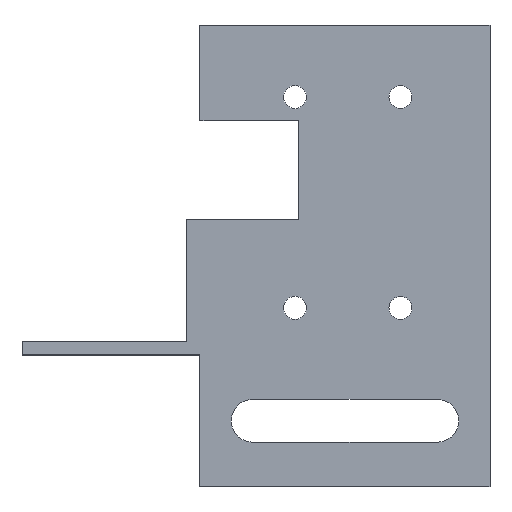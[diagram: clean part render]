
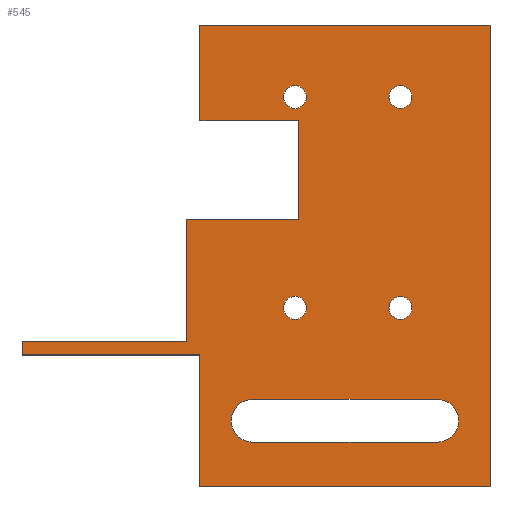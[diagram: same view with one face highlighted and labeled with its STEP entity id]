
A CAD part, top view. The second image highlights one B-rep face of the part: STEP entity #545.
In plain terms, the highlighted planar face has unit normal (0, 0, 1).
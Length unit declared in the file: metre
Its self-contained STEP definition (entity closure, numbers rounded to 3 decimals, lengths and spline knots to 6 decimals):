
#13=CIRCLE('',#572,0.00325);
#15=CIRCLE('',#576,0.00325);
#16=CIRCLE('',#585,0.00175);
#18=CIRCLE('',#588,0.00175);
#20=CIRCLE('',#591,0.00175);
#22=CIRCLE('',#596,0.00175);
#98=ORIENTED_EDGE('',*,*,#198,.T.);
#99=ORIENTED_EDGE('',*,*,#202,.F.);
#100=ORIENTED_EDGE('',*,*,#205,.F.);
#101=ORIENTED_EDGE('',*,*,#208,.T.);
#102=ORIENTED_EDGE('',*,*,#211,.T.);
#103=ORIENTED_EDGE('',*,*,#215,.T.);
#104=ORIENTED_EDGE('',*,*,#183,.F.);
#105=ORIENTED_EDGE('',*,*,#232,.F.);
#106=ORIENTED_EDGE('',*,*,#233,.F.);
#107=ORIENTED_EDGE('',*,*,#234,.T.);
#108=ORIENTED_EDGE('',*,*,#216,.T.);
#109=ORIENTED_EDGE('',*,*,#229,.T.);
#110=ORIENTED_EDGE('',*,*,#188,.F.);
#111=ORIENTED_EDGE('',*,*,#192,.T.);
#112=ORIENTED_EDGE('',*,*,#195,.F.);
#113=ORIENTED_EDGE('',*,*,#227,.F.);
#114=ORIENTED_EDGE('',*,*,#224,.F.);
#115=ORIENTED_EDGE('',*,*,#222,.F.);
#116=ORIENTED_EDGE('',*,*,#220,.F.);
#117=ORIENTED_EDGE('',*,*,#230,.F.);
#183=EDGE_CURVE('',#255,#257,#307,.T.);
#188=EDGE_CURVE('',#261,#262,#13,.T.);
#192=EDGE_CURVE('',#261,#264,#314,.T.);
#195=EDGE_CURVE('',#266,#264,#15,.T.);
#198=EDGE_CURVE('',#270,#269,#318,.T.);
#202=EDGE_CURVE('',#272,#269,#322,.T.);
#205=EDGE_CURVE('',#274,#272,#325,.T.);
#208=EDGE_CURVE('',#274,#276,#328,.T.);
#211=EDGE_CURVE('',#276,#278,#331,.T.);
#215=EDGE_CURVE('',#278,#257,#335,.T.);
#216=EDGE_CURVE('',#281,#282,#336,.T.);
#220=EDGE_CURVE('',#285,#285,#16,.T.);
#222=EDGE_CURVE('',#287,#287,#18,.T.);
#224=EDGE_CURVE('',#289,#289,#20,.T.);
#227=EDGE_CURVE('',#262,#266,#341,.T.);
#229=EDGE_CURVE('',#282,#270,#343,.T.);
#230=EDGE_CURVE('',#291,#291,#22,.T.);
#232=EDGE_CURVE('',#293,#255,#344,.T.);
#233=EDGE_CURVE('',#294,#293,#345,.T.);
#234=EDGE_CURVE('',#294,#281,#346,.T.);
#255=VERTEX_POINT('',#763);
#257=VERTEX_POINT('',#766);
#261=VERTEX_POINT('',#775);
#262=VERTEX_POINT('',#777);
#264=VERTEX_POINT('',#783);
#266=VERTEX_POINT('',#789);
#269=VERTEX_POINT('',#796);
#270=VERTEX_POINT('',#798);
#272=VERTEX_POINT('',#804);
#274=VERTEX_POINT('',#810);
#276=VERTEX_POINT('',#816);
#278=VERTEX_POINT('',#822);
#281=VERTEX_POINT('',#833);
#282=VERTEX_POINT('',#834);
#285=VERTEX_POINT('',#842);
#287=VERTEX_POINT('',#847);
#289=VERTEX_POINT('',#852);
#291=VERTEX_POINT('',#863);
#293=VERTEX_POINT('',#868);
#294=VERTEX_POINT('',#870);
#307=LINE('',#765,#364);
#314=LINE('',#784,#371);
#318=LINE('',#797,#375);
#322=LINE('',#805,#379);
#325=LINE('',#811,#382);
#328=LINE('',#817,#385);
#331=LINE('',#823,#388);
#335=LINE('',#830,#392);
#336=LINE('',#832,#393);
#341=LINE('',#857,#398);
#343=LINE('',#860,#400);
#344=LINE('',#867,#401);
#345=LINE('',#869,#402);
#346=LINE('',#871,#403);
#364=VECTOR('',#618,1.);
#371=VECTOR('',#633,1.);
#375=VECTOR('',#645,1.);
#379=VECTOR('',#651,1.);
#382=VECTOR('',#656,1.);
#385=VECTOR('',#661,1.);
#388=VECTOR('',#666,1.);
#392=VECTOR('',#672,1.);
#393=VECTOR('',#675,1.);
#398=VECTOR('',#700,1.);
#400=VECTOR('',#704,1.);
#401=VECTOR('',#713,1.);
#402=VECTOR('',#714,1.);
#403=VECTOR('',#715,1.);
#441=EDGE_LOOP('',(#98,#99,#100,#101,#102,#103,#104,#105,#106,#107,#108,
#109));
#442=EDGE_LOOP('',(#110,#111,#112,#113));
#443=EDGE_LOOP('',(#114));
#444=EDGE_LOOP('',(#115));
#445=EDGE_LOOP('',(#116));
#446=EDGE_LOOP('',(#117));
#485=FACE_BOUND('',#441,.T.);
#486=FACE_BOUND('',#442,.T.);
#487=FACE_BOUND('',#443,.T.);
#488=FACE_BOUND('',#444,.T.);
#489=FACE_BOUND('',#445,.T.);
#490=FACE_BOUND('',#446,.T.);
#519=PLANE('',#598);
#545=ADVANCED_FACE('',(#485,#486,#487,#488,#489,#490),#519,.T.);
#572=AXIS2_PLACEMENT_3D('',#776,#626,#627);
#576=AXIS2_PLACEMENT_3D('',#790,#639,#640);
#585=AXIS2_PLACEMENT_3D('',#841,#681,#682);
#588=AXIS2_PLACEMENT_3D('',#846,#687,#688);
#591=AXIS2_PLACEMENT_3D('',#851,#693,#694);
#596=AXIS2_PLACEMENT_3D('',#862,#707,#708);
#598=AXIS2_PLACEMENT_3D('',#866,#711,#712);
#618=DIRECTION('',(0.,1.,0.));
#626=DIRECTION('',(0.,0.,1.));
#627=DIRECTION('',(1.,0.,0.));
#633=DIRECTION('',(1.,0.,0.));
#639=DIRECTION('',(0.,0.,1.));
#640=DIRECTION('',(1.,0.,0.));
#645=DIRECTION('',(0.,1.,0.));
#651=DIRECTION('',(1.,0.,0.));
#656=DIRECTION('',(0.,1.,0.));
#661=DIRECTION('',(1.,0.,0.));
#666=DIRECTION('',(0.,-1.,0.));
#672=DIRECTION('',(-1.,0.,0.));
#675=DIRECTION('',(0.,-1.,0.));
#681=DIRECTION('',(0.,0.,1.));
#682=DIRECTION('',(1.,0.,0.));
#687=DIRECTION('',(0.,0.,1.));
#688=DIRECTION('',(1.,0.,0.));
#693=DIRECTION('',(0.,0.,1.));
#694=DIRECTION('',(1.,0.,0.));
#700=DIRECTION('',(1.,0.,0.));
#704=DIRECTION('',(1.,0.,0.));
#707=DIRECTION('',(0.,0.,1.));
#708=DIRECTION('',(1.,0.,0.));
#711=DIRECTION('',(0.,0.,1.));
#712=DIRECTION('',(1.,0.,0.));
#713=DIRECTION('',(1.,0.,0.));
#714=DIRECTION('',(0.,1.,0.));
#715=DIRECTION('',(1.,0.,0.));
#763=CARTESIAN_POINT('',(-0.002,0.002,0.0025));
#765=CARTESIAN_POINT('',(-0.002,0.01025,0.0025));
#766=CARTESIAN_POINT('',(-0.002,0.0205,0.0025));
#775=CARTESIAN_POINT('',(0.008,-0.006751,0.0025));
#776=CARTESIAN_POINT('',(0.008,-0.010001,0.0025));
#777=CARTESIAN_POINT('',(0.008,-0.013251,0.0025));
#783=CARTESIAN_POINT('',(0.036,-0.006751,0.0025));
#784=CARTESIAN_POINT('',(0.022,-0.006751,0.0025));
#789=CARTESIAN_POINT('',(0.036,-0.013251,0.0025));
#790=CARTESIAN_POINT('',(0.036,-0.010001,0.0025));
#796=CARTESIAN_POINT('',(0.044,0.05,0.0025));
#797=CARTESIAN_POINT('',(0.044,-0.01,0.0025));
#798=CARTESIAN_POINT('',(0.044,-0.02,0.0025));
#804=CARTESIAN_POINT('',(0.,0.05,0.0025));
#805=CARTESIAN_POINT('',(0.022,0.05,0.0025));
#810=CARTESIAN_POINT('',(0.,0.0355,0.0025));
#811=CARTESIAN_POINT('',(0.,0.04275,0.0025));
#816=CARTESIAN_POINT('',(0.015,0.0355,0.0025));
#817=CARTESIAN_POINT('',(0.0075,0.0355,0.0025));
#822=CARTESIAN_POINT('',(0.015,0.0205,0.0025));
#823=CARTESIAN_POINT('',(0.015,0.028,0.0025));
#830=CARTESIAN_POINT('',(0.0075,0.0205,0.0025));
#832=CARTESIAN_POINT('',(0.,-0.01,0.0025));
#833=CARTESIAN_POINT('',(0.,0.,0.0025));
#834=CARTESIAN_POINT('',(0.,-0.02,0.0025));
#841=CARTESIAN_POINT('',(0.030416,0.007118,0.0025));
#842=CARTESIAN_POINT('',(0.032166,0.007118,0.0025));
#846=CARTESIAN_POINT('',(0.014416,0.039118,0.0025));
#847=CARTESIAN_POINT('',(0.016166,0.039118,0.0025));
#851=CARTESIAN_POINT('',(0.014416,0.007118,0.0025));
#852=CARTESIAN_POINT('',(0.016166,0.007118,0.0025));
#857=CARTESIAN_POINT('',(0.022,-0.013251,0.0025));
#860=CARTESIAN_POINT('',(0.022,-0.02,0.0025));
#862=CARTESIAN_POINT('',(0.030416,0.039118,0.0025));
#863=CARTESIAN_POINT('',(0.032166,0.039118,0.0025));
#866=CARTESIAN_POINT('',(0.022,0.015,0.0025));
#867=CARTESIAN_POINT('',(-0.027,0.002,0.0025));
#868=CARTESIAN_POINT('',(-0.027,0.002,0.0025));
#869=CARTESIAN_POINT('',(-0.027,0.01025,0.0025));
#870=CARTESIAN_POINT('',(-0.027,0.,0.0025));
#871=CARTESIAN_POINT('',(-0.002,0.,0.0025));
